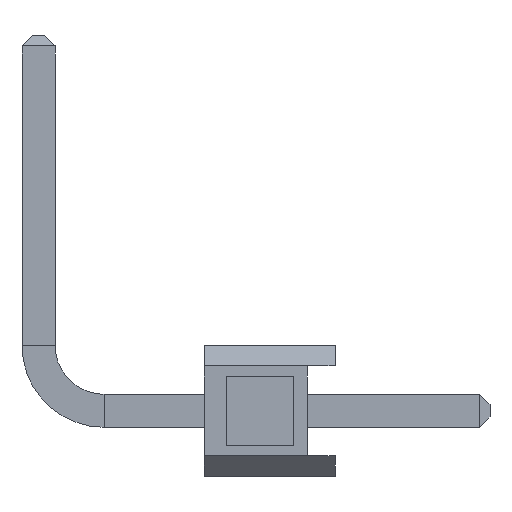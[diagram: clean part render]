
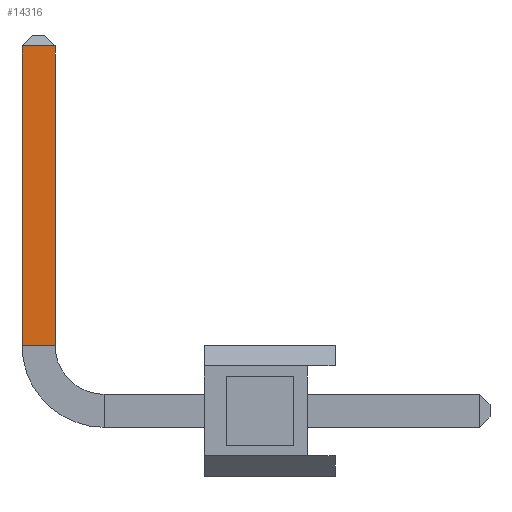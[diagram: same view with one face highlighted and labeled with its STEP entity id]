
A CAD part, left-side view. The second image highlights one B-rep face of the part: STEP entity #14316.
In plain terms, the highlighted planar face has unit normal (-1, 0, 0).
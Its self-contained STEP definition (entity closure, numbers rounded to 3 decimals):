
#736 = DIRECTION ( 'NONE',  ( 0., 0., 1. ) ) ;
#864 = CARTESIAN_POINT ( 'NONE',  ( -0.32, 6.07, 7.07 ) ) ;
#867 = AXIS2_PLACEMENT_3D ( 'NONE', #6277, #3925, #7484 ) ;
#984 = EDGE_LOOP ( 'NONE', ( #7630, #12703, #12051, #4801 ) ) ;
#1819 = DIRECTION ( 'NONE',  ( 0., 0., 1. ) ) ;
#3239 = VERTEX_POINT ( 'NONE', #7677 ) ;
#3455 = VECTOR ( 'NONE', #9449, 1000. ) ;
#3895 = LINE ( 'NONE', #11238, #10529 ) ;
#3925 = DIRECTION ( 'NONE',  ( -1., 0., 0. ) ) ;
#4801 = ORIENTED_EDGE ( 'NONE', *, *, #5445, .T. ) ;
#5445 = EDGE_CURVE ( 'NONE', #13269, #3239, #14526, .T. ) ;
#6144 = LINE ( 'NONE', #8681, #8668 ) ;
#6277 = CARTESIAN_POINT ( 'NONE',  ( -0.32, 6.07, 1.27 ) ) ;
#6380 = EDGE_CURVE ( 'NONE', #13269, #8012, #3895, .T. ) ;
#7484 = DIRECTION ( 'NONE',  ( 0., -1., 0. ) ) ;
#7573 = EDGE_CURVE ( 'NONE', #3239, #11268, #6144, .T. ) ;
#7630 = ORIENTED_EDGE ( 'NONE', *, *, #7573, .T. ) ;
#7677 = CARTESIAN_POINT ( 'NONE',  ( -0.32, 5.43, 1.27 ) ) ;
#8012 = VERTEX_POINT ( 'NONE', #12108 ) ;
#8668 = VECTOR ( 'NONE', #1819, 1000. ) ;
#8681 = CARTESIAN_POINT ( 'NONE',  ( -0.32, 5.43, 1.27 ) ) ;
#8715 = CARTESIAN_POINT ( 'NONE',  ( -0.32, 6.07, 1.27 ) ) ;
#9449 = DIRECTION ( 'NONE',  ( 0., -1., 0. ) ) ;
#9559 = CARTESIAN_POINT ( 'NONE',  ( -0.32, 5.43, 7.07 ) ) ;
#9843 = EDGE_CURVE ( 'NONE', #11268, #8012, #14568, .T. ) ;
#10190 = FACE_OUTER_BOUND ( 'NONE', #984, .T. ) ;
#10529 = VECTOR ( 'NONE', #736, 1000. ) ;
#10552 = CARTESIAN_POINT ( 'NONE',  ( -0.32, 6.07, 1.27 ) ) ;
#11080 = VECTOR ( 'NONE', #12376, 1000. ) ;
#11238 = CARTESIAN_POINT ( 'NONE',  ( -0.32, 6.07, 1.27 ) ) ;
#11268 = VERTEX_POINT ( 'NONE', #9559 ) ;
#12051 = ORIENTED_EDGE ( 'NONE', *, *, #6380, .F. ) ;
#12108 = CARTESIAN_POINT ( 'NONE',  ( -0.32, 6.07, 7.07 ) ) ;
#12376 = DIRECTION ( 'NONE',  ( 0., 1., 0. ) ) ;
#12703 = ORIENTED_EDGE ( 'NONE', *, *, #9843, .T. ) ;
#13269 = VERTEX_POINT ( 'NONE', #8715 ) ;
#14316 = ADVANCED_FACE ( 'NONE', ( #10190 ), #14550, .T. ) ;
#14526 = LINE ( 'NONE', #10552, #3455 ) ;
#14550 = PLANE ( 'NONE',  #867 ) ;
#14568 = LINE ( 'NONE', #864, #11080 ) ;
